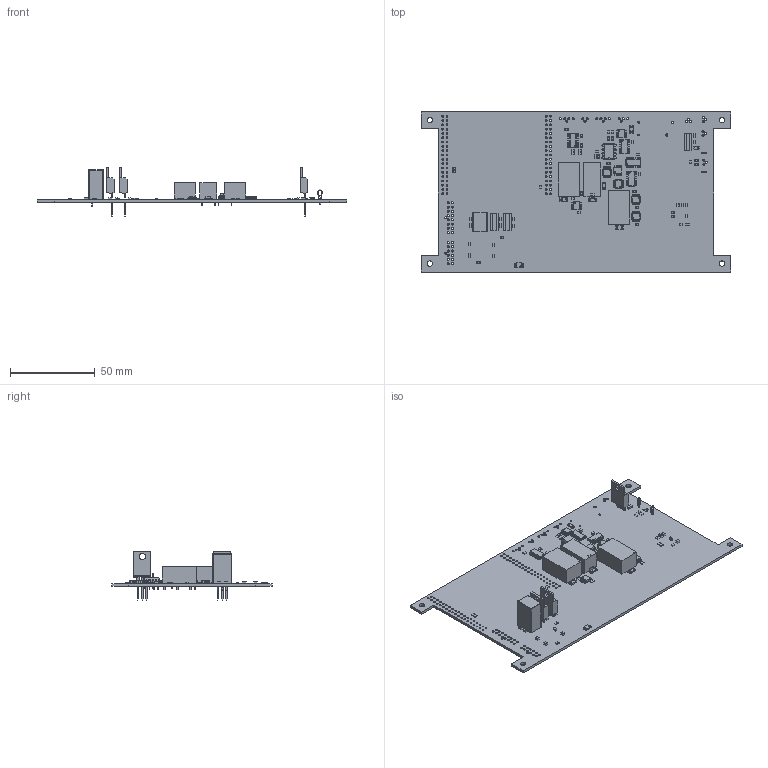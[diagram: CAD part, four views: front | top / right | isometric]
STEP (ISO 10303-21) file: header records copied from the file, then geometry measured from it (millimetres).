
FILE_DESCRIPTION(('KiCad electronic assembly'),'2;1');
FILE_NAME('Accumulator_Board.step','2025-02-07T00:44:11',('Pcbnew'),( 'Kicad'),'Open CASCADE STEP processor 7.8','KiCad to STEP converter' ,'Unknown');
FILE_SCHEMA(('AUTOMOTIVE_DESIGN { 1 0 10303 214 1 1 1 1 }'));
Length unit declared in the file: millimetre
Products named in the file (28): Accumulator_Board 1; SOIC-8_3.9x4.9mm_P1.27mm; SOIC_8_39x49mm_P127mm; G6BK_1114P_US; C_0805_2012Metric; SOIC-14_3.9x8.7mm_P1.27mm; SOIC_14_39x87mm_P127mm; MSOP-8_3x3mm_P0.65mm; MSOP_8_3x3mm_P065mm; R_0805_2012Metric; TestPoint_Loop_D2.50mm_Drill1.0mm; D_2010_5025Metric; D_2010; Converter_DCDC_RECOM_R-78B-2.0_THT; TO-220-3_Vertical; RELAY_DK2A_PAN; part; DIP-8_W7.62mm; Nexperia_CFP3_SOD-123W; CQ assembly; _autosave-Accumulator_Board_PCB
Assembly tree (94 placements, depth 3):
  Accumulator_Board 1
    SOIC-8_3.9x4.9mm_P1.27mm  x7
      SOIC_8_39x49mm_P127mm
    G6BK_1114P_US
      G6BK_1114P_US
    C_0805_2012Metric  x21
      C_0805_2012Metric
    SOIC-14_3.9x8.7mm_P1.27mm  x4
      SOIC_14_39x87mm_P127mm
    MSOP-8_3x3mm_P0.65mm
      MSOP_8_3x3mm_P065mm
    R_0805_2012Metric  x31
      R_0805_2012Metric
    TestPoint_Loop_D2.50mm_Drill1.0mm  x2
      TestPoint_Loop_D2.50mm_Drill1.0mm
    D_2010_5025Metric  x5
      D_2010
    Converter_DCDC_RECOM_R-78B-2.0_THT
      Converter_DCDC_RECOM_R-78B-2.0_THT
    TO-220-3_Vertical  x3
      TO-220-3_Vertical
    RELAY_DK2A_PAN  x2
      part
    DIP-8_W7.62mm
      DIP-8_W7.62mm
    Nexperia_CFP3_SOD-123W
      CQ assembly
    _autosave-Accumulator_Board_PCB
Bounding box: 182.34 x 94.4 x 28.52 mm (x, y, z)
Volume: 35543.8 mm3; surface area: 41184.2 mm2
Topology: 98 solids, 98 shells, 4547 faces, 11866 edges, 7589 vertices
Faces by surface type: plane 2804, cylinder 1292, bspline 442, torus 9
Full cylindrical faces by diameter (mm): 0.5 x5, 0.6 x11, 0.635 x2, 0.64 x3, 0.8 x8, 1 x4, 1.02 x76, 1.092 x6, 1.1 x9, 1.143 x12, 1.2 x52, 1.3 x12, 3.2 x4, 3.735 x3
Entity records: 46287 total; most frequent: CARTESIAN_POINT 7995, ORIENTED_EDGE 6430, DIRECTION 6224, EDGE_CURVE 3215, LINE 2306, VECTOR 2306, VERTEX_POINT 2055, AXIS2_PLACEMENT_3D 1959
